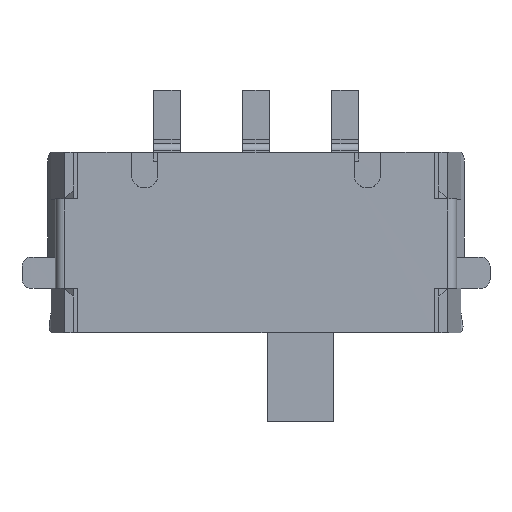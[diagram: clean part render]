
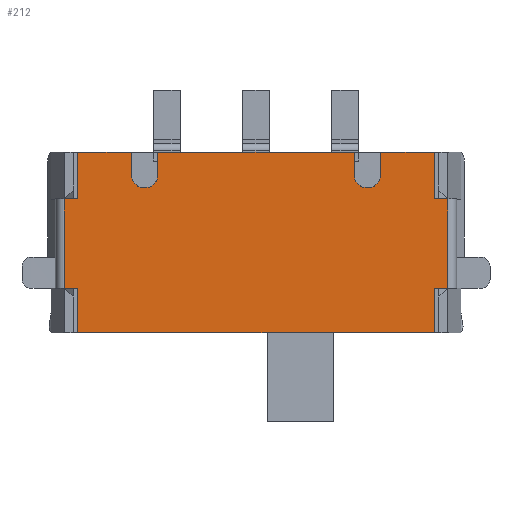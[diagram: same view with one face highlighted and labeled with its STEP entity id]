
A CAD part, top view. The second image highlights one B-rep face of the part: STEP entity #212.
In plain terms, the highlighted planar face has unit normal (0, 0, 1).
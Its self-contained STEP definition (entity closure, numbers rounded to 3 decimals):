
#212=ADVANCED_FACE('',(#620),#621,.F.);
#620=FACE_OUTER_BOUND('',#1135,.T.);
#621=PLANE('',#1136);
#1135=EDGE_LOOP('',(#2746,#2747,#2748,#2749,#2750,#2751,#2752,#2753,#2754,#2755,#2756,#2757,#2758,#2759,#2760,#2761,#2762,#2763,#2764,#2765));
#1136=AXIS2_PLACEMENT_3D('',#2766,#2767,#2768);
#2746=ORIENTED_EDGE('',*,*,#3789,.F.);
#2747=ORIENTED_EDGE('',*,*,#3787,.T.);
#2748=ORIENTED_EDGE('',*,*,#3785,.T.);
#2749=ORIENTED_EDGE('',*,*,#3783,.F.);
#2750=ORIENTED_EDGE('',*,*,#3781,.T.);
#2751=ORIENTED_EDGE('',*,*,#3779,.T.);
#2752=ORIENTED_EDGE('',*,*,#3777,.F.);
#2753=ORIENTED_EDGE('',*,*,#3775,.F.);
#2754=ORIENTED_EDGE('',*,*,#3774,.T.);
#2755=ORIENTED_EDGE('',*,*,#3771,.T.);
#2756=ORIENTED_EDGE('',*,*,#3769,.T.);
#2757=ORIENTED_EDGE('',*,*,#3746,.T.);
#2758=ORIENTED_EDGE('',*,*,#3707,.T.);
#2759=ORIENTED_EDGE('',*,*,#3711,.T.);
#2760=ORIENTED_EDGE('',*,*,#3751,.T.);
#2761=ORIENTED_EDGE('',*,*,#3768,.T.);
#2762=ORIENTED_EDGE('',*,*,#3766,.T.);
#2763=ORIENTED_EDGE('',*,*,#3764,.T.);
#2764=ORIENTED_EDGE('',*,*,#3762,.T.);
#2765=ORIENTED_EDGE('',*,*,#3758,.T.);
#2766=CARTESIAN_POINT('',(2.5,3.1,2.901));
#2767=DIRECTION('',(0.0,0.0,-1.0));
#2768=DIRECTION('',(0.0,-1.0,0.0));
#3707=EDGE_CURVE('',#4629,#4655,#4657,.T.);
#3711=EDGE_CURVE('',#4655,#4662,#4664,.T.);
#3746=EDGE_CURVE('',#4718,#4629,#4719,.T.);
#3751=EDGE_CURVE('',#4662,#4725,#4727,.T.);
#3758=EDGE_CURVE('',#4301,#4311,#4735,.F.);
#3762=EDGE_CURVE('',#4740,#4301,#4741,.T.);
#3764=EDGE_CURVE('',#4743,#4740,#4744,.T.);
#3766=EDGE_CURVE('',#4746,#4743,#4747,.T.);
#3768=EDGE_CURVE('',#4725,#4746,#4749,.T.);
#3769=EDGE_CURVE('',#4750,#4718,#4751,.T.);
#3771=EDGE_CURVE('',#4753,#4750,#4754,.T.);
#3774=EDGE_CURVE('',#4756,#4753,#4758,.T.);
#3775=EDGE_CURVE('',#4756,#4759,#4760,.T.);
#3777=EDGE_CURVE('',#4759,#4354,#4762,.T.);
#3779=EDGE_CURVE('',#4280,#4354,#4764,.T.);
#3781=EDGE_CURVE('',#4766,#4280,#4767,.T.);
#3783=EDGE_CURVE('',#4766,#4769,#4770,.T.);
#3785=EDGE_CURVE('',#4772,#4769,#4773,.T.);
#3787=EDGE_CURVE('',#4775,#4772,#4776,.T.);
#3789=EDGE_CURVE('',#4775,#4311,#4778,.T.);
#4280=VERTEX_POINT('',#5535);
#4301=VERTEX_POINT('',#5567);
#4311=VERTEX_POINT('',#5582);
#4354=VERTEX_POINT('',#5647);
#4629=VERTEX_POINT('',#6088);
#4655=VERTEX_POINT('',#6122);
#4657=LINE('',#6125,#6126);
#4662=VERTEX_POINT('',#6133);
#4664=LINE('',#6136,#6137);
#4718=VERTEX_POINT('',#6242);
#4719=LINE('',#6243,#6244);
#4725=VERTEX_POINT('',#6268);
#4727=CIRCLE('',#6271,0.299);
#4735=LINE('',#6300,#6301);
#4740=VERTEX_POINT('',#6308);
#4741=LINE('',#6309,#6310);
#4743=VERTEX_POINT('',#6313);
#4744=LINE('',#6314,#6315);
#4746=VERTEX_POINT('',#6318);
#4747=LINE('',#6319,#6320);
#4749=LINE('',#6323,#6324);
#4750=VERTEX_POINT('',#6325);
#4751=CIRCLE('',#6326,0.299);
#4753=VERTEX_POINT('',#6329);
#4754=LINE('',#6330,#6331);
#4756=VERTEX_POINT('',#6334);
#4758=LINE('',#6337,#6338);
#4759=VERTEX_POINT('',#6339);
#4760=LINE('',#6340,#6341);
#4762=LINE('',#6344,#6345);
#4764=LINE('',#6348,#6349);
#4766=VERTEX_POINT('',#6352);
#4767=LINE('',#6353,#6354);
#4769=VERTEX_POINT('',#6357);
#4770=LINE('',#6358,#6359);
#4772=VERTEX_POINT('',#6362);
#4773=LINE('',#6363,#6364);
#4775=VERTEX_POINT('',#6367);
#4776=LINE('',#6368,#6369);
#4778=LINE('',#6372,#6373);
#5535=CARTESIAN_POINT('',(4.3,0.549,2.9));
#5567=CARTESIAN_POINT('',(-4.3,2.551,2.9));
#5582=CARTESIAN_POINT('',(-4.3,0.549,2.9));
#5647=CARTESIAN_POINT('',(4.3,2.551,2.9));
#6088=CARTESIAN_POINT('',(2.201,3.601,2.901));
#6122=CARTESIAN_POINT('',(-2.201,3.601,2.901));
#6125=CARTESIAN_POINT('',(2.5,3.601,2.901));
#6126=VECTOR('',#7222,1000.0);
#6133=CARTESIAN_POINT('',(-2.201,3.1,2.901));
#6136=CARTESIAN_POINT('',(-2.201,3.1,2.901));
#6137=VECTOR('',#7226,1000.0);
#6242=CARTESIAN_POINT('',(2.201,3.1,2.901));
#6243=CARTESIAN_POINT('',(2.201,3.1,2.901));
#6244=VECTOR('',#7257,1000.0);
#6268=CARTESIAN_POINT('',(-2.799,3.1,2.901));
#6271=AXIS2_PLACEMENT_3D('',#7261,#7262,#7263);
#6300=CARTESIAN_POINT('',(-4.3,3.1,2.901));
#6301=VECTOR('',#7269,1000.0);
#6308=CARTESIAN_POINT('',(-4.001,2.551,2.901));
#6309=CARTESIAN_POINT('',(2.5,2.551,2.901));
#6310=VECTOR('',#7275,1000.0);
#6313=CARTESIAN_POINT('',(-4.001,3.601,2.901));
#6314=CARTESIAN_POINT('',(-4.001,3.1,2.901));
#6315=VECTOR('',#7277,1000.0);
#6318=CARTESIAN_POINT('',(-2.799,3.601,2.901));
#6319=CARTESIAN_POINT('',(2.5,3.601,2.901));
#6320=VECTOR('',#7279,1000.0);
#6323=CARTESIAN_POINT('',(-2.799,3.1,2.901));
#6324=VECTOR('',#7281,1000.0);
#6325=CARTESIAN_POINT('',(2.799,3.1,2.901));
#6326=AXIS2_PLACEMENT_3D('',#7282,#7283,#7284);
#6329=CARTESIAN_POINT('',(2.799,3.601,2.901));
#6330=CARTESIAN_POINT('',(2.799,3.1,2.901));
#6331=VECTOR('',#7286,1000.0);
#6334=CARTESIAN_POINT('',(4.001,3.601,2.901));
#6337=CARTESIAN_POINT('',(2.5,3.601,2.901));
#6338=VECTOR('',#7289,1000.0);
#6339=CARTESIAN_POINT('',(4.001,2.551,2.901));
#6340=CARTESIAN_POINT('',(4.001,3.075,2.901));
#6341=VECTOR('',#7290,1000.0);
#6344=CARTESIAN_POINT('',(4.0,2.551,2.901));
#6345=VECTOR('',#7292,1000.0);
#6348=CARTESIAN_POINT('',(4.3,3.1,2.901));
#6349=VECTOR('',#7294,1000.0);
#6352=CARTESIAN_POINT('',(4.001,0.549,2.901));
#6353=CARTESIAN_POINT('',(2.5,0.549,2.901));
#6354=VECTOR('',#7296,1000.0);
#6357=CARTESIAN_POINT('',(4.001,-0.451,2.901));
#6358=CARTESIAN_POINT('',(4.001,0.05,2.901));
#6359=VECTOR('',#7298,1000.0);
#6362=CARTESIAN_POINT('',(-4.001,-0.451,2.901));
#6363=CARTESIAN_POINT('',(2.5,-0.451,2.901));
#6364=VECTOR('',#7300,1000.0);
#6367=CARTESIAN_POINT('',(-4.001,0.549,2.901));
#6368=CARTESIAN_POINT('',(-4.001,3.1,2.901));
#6369=VECTOR('',#7302,1000.0);
#6372=CARTESIAN_POINT('',(-4.0,0.549,2.901));
#6373=VECTOR('',#7304,1000.0);
#7222=DIRECTION('',(-1.0,0.0,0.0));
#7226=DIRECTION('',(0.0,-1.0,0.0));
#7257=DIRECTION('',(0.0,1.0,0.0));
#7261=CARTESIAN_POINT('',(-2.5,3.1,2.901));
#7262=DIRECTION('',(0.0,0.0,-1.0));
#7263=DIRECTION('',(-1.0,0.0,0.0));
#7269=DIRECTION('',(0.0,1.0,0.0));
#7275=DIRECTION('',(-1.0,0.0,0.0));
#7277=DIRECTION('',(-0.0,-1.0,0.0));
#7279=DIRECTION('',(-1.0,0.0,0.0));
#7281=DIRECTION('',(0.0,1.0,0.0));
#7282=CARTESIAN_POINT('',(2.5,3.1,2.901));
#7283=DIRECTION('',(0.0,0.0,-1.0));
#7284=DIRECTION('',(-1.0,0.0,0.0));
#7286=DIRECTION('',(0.0,-1.0,0.0));
#7289=DIRECTION('',(-1.0,0.0,0.0));
#7290=DIRECTION('',(0.0,-1.0,0.0));
#7292=DIRECTION('',(1.0,0.0,0.0));
#7294=DIRECTION('',(0.0,1.0,0.0));
#7296=DIRECTION('',(1.0,-0.0,0.0));
#7298=DIRECTION('',(0.0,-1.0,0.0));
#7300=DIRECTION('',(1.0,-0.0,0.0));
#7302=DIRECTION('',(-0.0,-1.0,0.0));
#7304=DIRECTION('',(-1.0,0.0,0.0));
